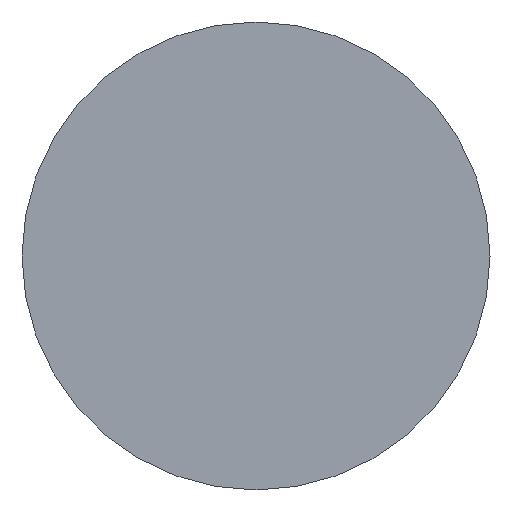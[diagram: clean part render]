
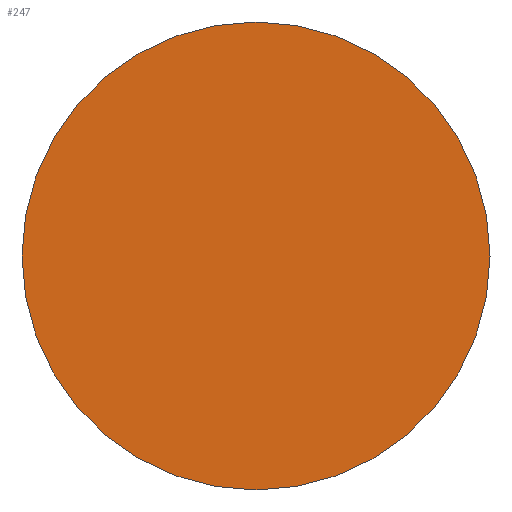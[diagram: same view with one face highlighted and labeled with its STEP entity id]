
A CAD part, left-side view. The second image highlights one B-rep face of the part: STEP entity #247.
In plain terms, the highlighted planar face has unit normal (-1, 0, 0).
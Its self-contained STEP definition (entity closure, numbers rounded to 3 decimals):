
#2 = DIRECTION ( 'NONE',  ( 1., 0., 0. ) ) ;
#31 = CARTESIAN_POINT ( 'NONE',  ( -100., 0., 0. ) ) ;
#34 = AXIS2_PLACEMENT_3D ( 'NONE', #86, #254, #50 ) ;
#50 = DIRECTION ( 'NONE',  ( 0., 0., -1. ) ) ;
#56 = EDGE_LOOP ( 'NONE', ( #135, #94 ) ) ;
#60 = CARTESIAN_POINT ( 'NONE',  ( -100., 0., 29.5 ) ) ;
#63 = FACE_OUTER_BOUND ( 'NONE', #56, .T. ) ;
#86 = CARTESIAN_POINT ( 'NONE',  ( -100., 0., 0. ) ) ;
#94 = ORIENTED_EDGE ( 'NONE', *, *, #182, .F. ) ;
#114 = VERTEX_POINT ( 'NONE', #216 ) ;
#128 = DIRECTION ( 'NONE',  ( 0., 0., -1. ) ) ;
#135 = ORIENTED_EDGE ( 'NONE', *, *, #350, .F. ) ;
#150 = AXIS2_PLACEMENT_3D ( 'NONE', #31, #315, #377 ) ;
#182 = EDGE_CURVE ( 'NONE', #114, #302, #185, .T. ) ;
#185 = CIRCLE ( 'NONE', #34, 29.5 ) ;
#216 = CARTESIAN_POINT ( 'NONE',  ( -100., 0., -29.5 ) ) ;
#243 = CIRCLE ( 'NONE', #312, 29.5 ) ;
#247 = ADVANCED_FACE ( 'NONE', ( #63 ), #348, .F. ) ;
#254 = DIRECTION ( 'NONE',  ( 1., 0., 0. ) ) ;
#264 = CARTESIAN_POINT ( 'NONE',  ( -100., 0., 0. ) ) ;
#302 = VERTEX_POINT ( 'NONE', #60 ) ;
#312 = AXIS2_PLACEMENT_3D ( 'NONE', #264, #2, #128 ) ;
#315 = DIRECTION ( 'NONE',  ( 1., 0., 0. ) ) ;
#348 = PLANE ( 'NONE',  #150 ) ;
#350 = EDGE_CURVE ( 'NONE', #302, #114, #243, .T. ) ;
#377 = DIRECTION ( 'NONE',  ( 0., 0., -1. ) ) ;
